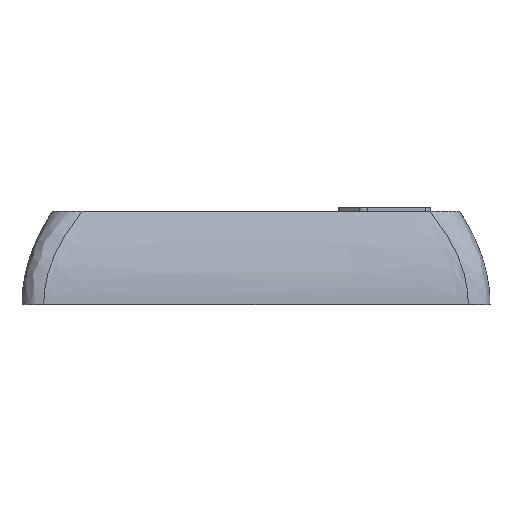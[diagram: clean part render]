
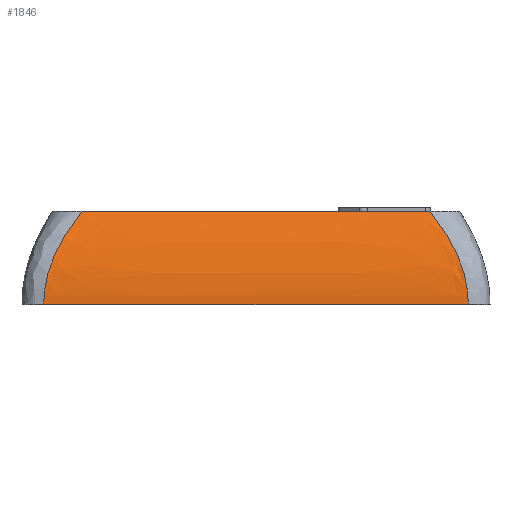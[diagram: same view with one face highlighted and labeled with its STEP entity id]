
A CAD part, top view. The second image highlights one B-rep face of the part: STEP entity #1846.
In plain terms, the highlighted free-form (B-spline) face has degree [3, 3] with [4, 4] control points.
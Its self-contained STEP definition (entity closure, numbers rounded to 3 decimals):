
#103=B_SPLINE_CURVE_WITH_KNOTS('',3,(#3251,#3252,#3253,#3254),
 .UNSPECIFIED.,.F.,.F.,(4,4),(0.,1.),.UNSPECIFIED.);
#115=B_SPLINE_CURVE_WITH_KNOTS('',3,(#3581,#3582,#3583,#3584,#3585,#3586,
#3587,#3588,#3589,#3590,#3591,#3592),.UNSPECIFIED.,.F.,.F.,(4,2,2,2,2,4),
(0.005,0.123,4.677,7.148,
7.929,7.999),.UNSPECIFIED.);
#123=B_SPLINE_CURVE_WITH_KNOTS('',3,(#3737,#3738,#3739,#3740),
 .UNSPECIFIED.,.F.,.F.,(4,4),(-0.003,1.),.UNSPECIFIED.);
#124=B_SPLINE_CURVE_WITH_KNOTS('',3,(#3757,#3758,#3759,#3760),
 .UNSPECIFIED.,.F.,.F.,(4,4),(-0.003,1.),.UNSPECIFIED.);
#144=B_SPLINE_SURFACE_WITH_KNOTS('',3,3,((#3741,#3742,#3743,#3744),(#3745,
#3746,#3747,#3748),(#3749,#3750,#3751,#3752),(#3753,#3754,#3755,#3756)),
 .UNSPECIFIED.,.F.,.F.,.F.,(4,4),(4,4),(0.,1.),(-0.003,
1.),.UNSPECIFIED.);
#178=FACE_OUTER_BOUND('',#284,.T.);
#284=EDGE_LOOP('',(#1375,#1376,#1377,#1378));
#788=VERTEX_POINT('',#3244);
#789=VERTEX_POINT('',#3250);
#800=VERTEX_POINT('',#3567);
#801=VERTEX_POINT('',#3580);
#994=EDGE_CURVE('',#789,#788,#103,.T.);
#1006=EDGE_CURVE('',#800,#801,#115,.T.);
#1014=EDGE_CURVE('',#800,#789,#123,.T.);
#1015=EDGE_CURVE('',#801,#788,#124,.T.);
#1375=ORIENTED_EDGE('',*,*,#1006,.F.);
#1376=ORIENTED_EDGE('',*,*,#1014,.T.);
#1377=ORIENTED_EDGE('',*,*,#994,.T.);
#1378=ORIENTED_EDGE('',*,*,#1015,.F.);
#1846=ADVANCED_FACE('',(#178),#144,.F.);
#3244=CARTESIAN_POINT('',(39.913,0.,18.05));
#3250=CARTESIAN_POINT('',(2.,0.,18.05));
#3251=CARTESIAN_POINT('Ctrl Pts',(2.,0.,18.05));
#3252=CARTESIAN_POINT('Ctrl Pts',(3.047,0.,18.05));
#3253=CARTESIAN_POINT('Ctrl Pts',(38.865,0.,18.05));
#3254=CARTESIAN_POINT('Ctrl Pts',(39.913,0.,18.05));
#3567=CARTESIAN_POINT('',(5.422,8.3,15.34));
#3580=CARTESIAN_POINT('',(36.49,8.3,15.34));
#3581=CARTESIAN_POINT('Ctrl Pts',(5.422,8.3,15.34));
#3582=CARTESIAN_POINT('Ctrl Pts',(5.861,8.3,15.34));
#3583=CARTESIAN_POINT('Ctrl Pts',(6.797,8.3,15.34));
#3584=CARTESIAN_POINT('Ctrl Pts',(10.673,8.3,15.341));
#3585=CARTESIAN_POINT('Ctrl Pts',(18.751,8.3,15.341));
#3586=CARTESIAN_POINT('Ctrl Pts',(26.534,8.3,15.341));
#3587=CARTESIAN_POINT('Ctrl Pts',(29.849,8.3,15.341));
#3588=CARTESIAN_POINT('Ctrl Pts',(33.347,8.3,15.34));
#3589=CARTESIAN_POINT('Ctrl Pts',(34.485,8.3,15.34));
#3590=CARTESIAN_POINT('Ctrl Pts',(35.41,8.3,15.34));
#3591=CARTESIAN_POINT('Ctrl Pts',(36.142,8.3,15.34));
#3592=CARTESIAN_POINT('Ctrl Pts',(36.49,8.3,15.34));
#3737=CARTESIAN_POINT('Ctrl Pts',(5.422,8.3,15.34));
#3738=CARTESIAN_POINT('Ctrl Pts',(3.14,5.531,17.148));
#3739=CARTESIAN_POINT('Ctrl Pts',(2.,2.765,18.05));
#3740=CARTESIAN_POINT('Ctrl Pts',(2.,0.,18.05));
#3741=CARTESIAN_POINT('Ctrl Pts',(5.422,8.3,15.34));
#3742=CARTESIAN_POINT('Ctrl Pts',(3.14,5.531,17.148));
#3743=CARTESIAN_POINT('Ctrl Pts',(2.,2.765,18.05));
#3744=CARTESIAN_POINT('Ctrl Pts',(2.,0.,18.05));
#3745=CARTESIAN_POINT('Ctrl Pts',(6.834,8.301,15.34));
#3746=CARTESIAN_POINT('Ctrl Pts',(4.777,5.53,17.109));
#3747=CARTESIAN_POINT('Ctrl Pts',(3.047,2.764,18.05));
#3748=CARTESIAN_POINT('Ctrl Pts',(3.047,0.,18.05));
#3749=CARTESIAN_POINT('Ctrl Pts',(35.079,8.301,15.34));
#3750=CARTESIAN_POINT('Ctrl Pts',(37.136,5.53,17.109));
#3751=CARTESIAN_POINT('Ctrl Pts',(38.865,2.764,18.05));
#3752=CARTESIAN_POINT('Ctrl Pts',(38.865,0.,18.05));
#3753=CARTESIAN_POINT('Ctrl Pts',(36.49,8.3,15.34));
#3754=CARTESIAN_POINT('Ctrl Pts',(38.773,5.531,17.148));
#3755=CARTESIAN_POINT('Ctrl Pts',(39.913,2.765,18.05));
#3756=CARTESIAN_POINT('Ctrl Pts',(39.913,0.,18.05));
#3757=CARTESIAN_POINT('Ctrl Pts',(36.49,8.3,15.34));
#3758=CARTESIAN_POINT('Ctrl Pts',(38.773,5.531,17.148));
#3759=CARTESIAN_POINT('Ctrl Pts',(39.913,2.765,18.05));
#3760=CARTESIAN_POINT('Ctrl Pts',(39.913,0.,18.05));
